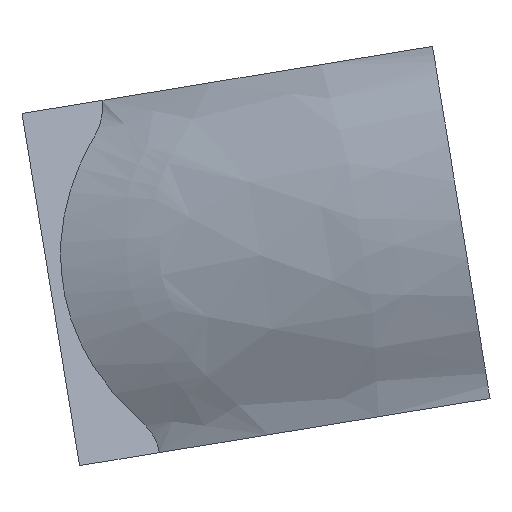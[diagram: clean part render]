
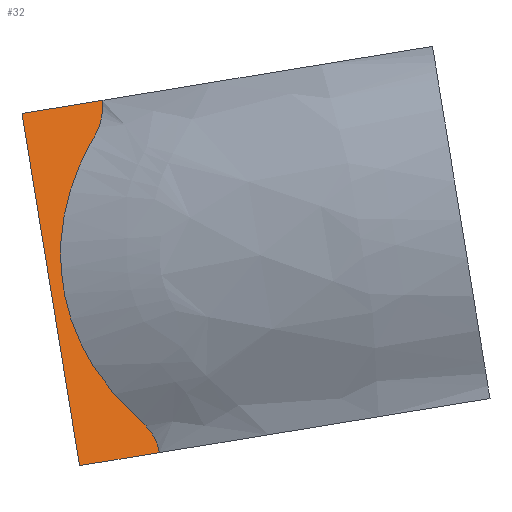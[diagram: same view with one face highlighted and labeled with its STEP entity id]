
A CAD part, top view. The second image highlights one B-rep face of the part: STEP entity #32.
In plain terms, the highlighted planar face has unit normal (-0.314, -0.051, -0.948).
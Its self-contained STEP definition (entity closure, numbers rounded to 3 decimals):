
#32 = ADVANCED_FACE('',(#33),#78,.T.);
#33 = FACE_BOUND('',#34,.T.);
#34 = EDGE_LOOP('',(#35,#120,#134,#148));
#35 = ORIENTED_EDGE('',*,*,#36,.F.);
#36 = EDGE_CURVE('',#37,#39,#41,.T.);
#37 = VERTEX_POINT('',#38);
#38 = CARTESIAN_POINT('',(7521992.003,6699602.148,
    3138.906));
#39 = VERTEX_POINT('',#40);
#40 = CARTESIAN_POINT('',(7510548.312,6769673.84,
    3138.906));
#41 = SURFACE_CURVE('',#42,(#77),.PCURVE_S1.);
#42 = B_SPLINE_CURVE_WITH_KNOTS('',3,(#43,#44,#45,#46,#47,#48,#49,#50,
    #51,#52,#53,#54,#55,#56,#57,#58,#59,#60,#61,#62,#63,#64,#65,#66,#67,
    #68,#69,#70,#71,#72,#73,#74,#75,#76),.UNSPECIFIED.,.F.,.F.,(4,2,2,2,
    2,2,2,2,2,2,2,2,2,2,2,2,4),(-78.285,-73.374,
    -70.917,-69.698,-68.478,-63.589,
    -58.698,-48.918,-39.142,-29.365,
    -19.594,-14.7,-9.807,-8.587,
    -7.367,-4.91,0.),.UNSPECIFIED.);
#43 = CARTESIAN_POINT('',(7521992.003,6699602.148,
    3138.906));
#44 = CARTESIAN_POINT('',(7521724.159,6701242.2,
    3138.906));
#45 = CARTESIAN_POINT('',(7521028.557,6702720.185,
    3289.338));
#46 = CARTESIAN_POINT('',(7519562.114,6704664.696,
    3669.829));
#47 = CARTESIAN_POINT('',(7519023.398,6705247.184,
    3816.738));
#48 = CARTESIAN_POINT('',(7518134.263,6706057.295,
    4067.389));
#49 = CARTESIAN_POINT('',(7517831.062,6706315.679,
    4153.829));
#50 = CARTESIAN_POINT('',(7517236.557,6706847.608,
    4321.95));
#51 = CARTESIAN_POINT('',(7516942.19,6707116.978,
    4404.87));
#52 = CARTESIAN_POINT('',(7515482.17,6708484.008,
    4814.468));
#53 = CARTESIAN_POINT('',(7514367.233,6709627.62,
    5121.863));
#54 = CARTESIAN_POINT('',(7512237.649,6712039.91,
    5696.674));
#55 = CARTESIAN_POINT('',(7511236.456,6713293.309,
    5960.461));
#56 = CARTESIAN_POINT('',(7508413.517,6717238.025,
    6682.017));
#57 = CARTESIAN_POINT('',(7506810.415,6720065.728,
    7059.997));
#58 = CARTESIAN_POINT('',(7504277.138,6726077.395,
    7573.826));
#59 = CARTESIAN_POINT('',(7503366.568,6729213.942,
    7705.746));
#60 = CARTESIAN_POINT('',(7502311.439,6735673.877,
    7705.789));
#61 = CARTESIAN_POINT('',(7502176.734,6738937.88,
    7573.861));
#62 = CARTESIAN_POINT('',(7502665.599,6745440.142,
    7060.268));
#63 = CARTESIAN_POINT('',(7503284.714,6748627.561,
    6682.829));
#64 = CARTESIAN_POINT('',(7504704.388,6753263.827,
    5961.893));
#65 = CARTESIAN_POINT('',(7505254.944,6754771.834,
    5697.993));
#66 = CARTESIAN_POINT('',(7506507.014,6757738.784,
    5122.853));
#67 = CARTESIAN_POINT('',(7507200.633,6759178.904,
    4815.246));
#68 = CARTESIAN_POINT('',(7508150.534,6760940.815,
    4405.356));
#69 = CARTESIAN_POINT('',(7508344.011,6761290.07,
    4322.39));
#70 = CARTESIAN_POINT('',(7508738.557,6761983.856,
    4154.197));
#71 = CARTESIAN_POINT('',(7508944.872,6762324.725,
    4067.432));
#72 = CARTESIAN_POINT('',(7509528.422,6763376.897,
    3817.261));
#73 = CARTESIAN_POINT('',(7509854.943,6764100.401,
    3669.99));
#74 = CARTESIAN_POINT('',(7510626.852,6766410.815,
    3289.382));
#75 = CARTESIAN_POINT('',(7510816.193,6768033.558,
    3138.906));
#76 = CARTESIAN_POINT('',(7510548.312,6769673.84,
    3138.906));
#77 = PCURVE('',#78,#83);
#78 = PLANE('',#79);
#79 = AXIS2_PLACEMENT_3D('',#80,#81,#82);
#80 = CARTESIAN_POINT('',(7506077.841,6697003.142,
    8550.002));
#81 = DIRECTION('',(-0.314,-0.051,-0.948)
  );
#82 = DIRECTION('',(-0.949,0.,0.314)
  );
#83 = DEFINITIONAL_REPRESENTATION('',(#84),#119);
#84 = B_SPLINE_CURVE_WITH_KNOTS('',3,(#85,#86,#87,#88,#89,#90,#91,#92,
    #93,#94,#95,#96,#97,#98,#99,#100,#101,#102,#103,#104,#105,#106,#107,
    #108,#109,#110,#111,#112,#113,#114,#115,#116,#117,#118),
  .UNSPECIFIED.,.F.,.F.,(4,2,2,2,2,2,2,2,2,2,2,2,2,2,2,2,4),(
    -78.285,-73.374,-70.917,-69.698,
    -68.478,-63.589,-58.698,-48.918,
    -39.142,-29.365,-19.594,-14.7,
    -9.807,-8.587,-7.367,-4.91,0.),
  .UNSPECIFIED.);
#85 = CARTESIAN_POINT('',(-16808.411,2602.429));
#86 = CARTESIAN_POINT('',(-16554.149,4244.642));
#87 = CARTESIAN_POINT('',(-15846.524,5724.574));
#88 = CARTESIAN_POINT('',(-14334.817,7671.646));
#89 = CARTESIAN_POINT('',(-13777.23,8254.902));
#90 = CARTESIAN_POINT('',(-12854.378,9066.079));
#91 = CARTESIAN_POINT('',(-12539.375,9324.804));
#92 = CARTESIAN_POINT('',(-11922.159,9857.433));
#93 = CARTESIAN_POINT('',(-11616.649,10127.158));
#94 = CARTESIAN_POINT('',(-10101.888,11495.989));
#95 = CARTESIAN_POINT('',(-8946.842,12641.108));
#96 = CARTESIAN_POINT('',(-6744.527,15056.575));
#97 = CARTESIAN_POINT('',(-5711.169,16311.625));
#98 = CARTESIAN_POINT('',(-2804.52,20261.537));
#99 = CARTESIAN_POINT('',(-1163.873,23092.965));
#100 = CARTESIAN_POINT('',(1402.494,29112.551));
#101 = CARTESIAN_POINT('',(2308.367,32253.23));
#102 = CARTESIAN_POINT('',(3310.008,38721.674));
#103 = CARTESIAN_POINT('',(3396.406,41989.976));
#104 = CARTESIAN_POINT('',(2770.86,48500.804));
#105 = CARTESIAN_POINT('',(2064.474,51692.422));
#106 = CARTESIAN_POINT('',(490.131,56334.795));
#107 = CARTESIAN_POINT('',(-115.476,57844.788));
#108 = CARTESIAN_POINT('',(-1484.877,60815.646));
#109 = CARTESIAN_POINT('',(-2240.034,62257.664));
#110 = CARTESIAN_POINT('',(-3270.635,64021.896));
#111 = CARTESIAN_POINT('',(-3480.384,64371.611));
#112 = CARTESIAN_POINT('',(-3907.804,65066.31));
#113 = CARTESIAN_POINT('',(-4130.935,65407.628));
#114 = CARTESIAN_POINT('',(-4763.547,66461.186));
#115 = CARTESIAN_POINT('',(-5119.812,67185.644));
#116 = CARTESIAN_POINT('',(-5972.24,69499.1));
#117 = CARTESIAN_POINT('',(-6199.289,71123.981));
#118 = CARTESIAN_POINT('',(-5944.991,72766.424));
#119 = ( GEOMETRIC_REPRESENTATION_CONTEXT(2) 
PARAMETRIC_REPRESENTATION_CONTEXT() REPRESENTATION_CONTEXT('2D SPACE',''
  ) );
#120 = ORIENTED_EDGE('',*,*,#121,.F.);
#121 = EDGE_CURVE('',#122,#37,#124,.T.);
#122 = VERTEX_POINT('',#123);
#123 = CARTESIAN_POINT('',(7506077.841,6697003.142,
    8550.002));
#124 = SURFACE_CURVE('',#125,(#128),.PCURVE_S1.);
#125 = B_SPLINE_CURVE_WITH_KNOTS('',1,(#126,#127),.UNSPECIFIED.,.F.,.F.,
  (2,2),(71.,88.009),.PIECEWISE_BEZIER_KNOTS.);
#126 = CARTESIAN_POINT('',(7506077.841,6697003.142,
    8550.002));
#127 = CARTESIAN_POINT('',(7521992.003,6699602.148,
    3138.906));
#128 = PCURVE('',#78,#129);
#129 = DEFINITIONAL_REPRESENTATION('',(#130),#133);
#130 = B_SPLINE_CURVE_WITH_KNOTS('',1,(#131,#132),.UNSPECIFIED.,.F.,.F.,
  (2,2),(71.,88.009),.PIECEWISE_BEZIER_KNOTS.);
#131 = CARTESIAN_POINT('',(0.,0.));
#132 = CARTESIAN_POINT('',(-16808.411,2602.429));
#133 = ( GEOMETRIC_REPRESENTATION_CONTEXT(2) 
PARAMETRIC_REPRESENTATION_CONTEXT() REPRESENTATION_CONTEXT('2D SPACE',''
  ) );
#134 = ORIENTED_EDGE('',*,*,#135,.F.);
#135 = EDGE_CURVE('',#136,#122,#138,.T.);
#136 = VERTEX_POINT('',#137);
#137 = CARTESIAN_POINT('',(7494634.151,6767074.834,
    8550.002));
#138 = SURFACE_CURVE('',#139,(#142),.PCURVE_S1.);
#139 = B_SPLINE_CURVE_WITH_KNOTS('',1,(#140,#141),.UNSPECIFIED.,.F.,.F.,
  (2,2),(313.374,384.374),.PIECEWISE_BEZIER_KNOTS.);
#140 = CARTESIAN_POINT('',(7494634.151,6767074.834,
    8550.002));
#141 = CARTESIAN_POINT('',(7506077.841,6697003.142,
    8550.002));
#142 = PCURVE('',#78,#143);
#143 = DEFINITIONAL_REPRESENTATION('',(#144),#147);
#144 = B_SPLINE_CURVE_WITH_KNOTS('',1,(#145,#146),.UNSPECIFIED.,.F.,.F.,
  (2,2),(313.374,384.374),.PIECEWISE_BEZIER_KNOTS.);
#145 = CARTESIAN_POINT('',(10863.421,70163.994));
#146 = CARTESIAN_POINT('',(0.,0.));
#147 = ( GEOMETRIC_REPRESENTATION_CONTEXT(2) 
PARAMETRIC_REPRESENTATION_CONTEXT() REPRESENTATION_CONTEXT('2D SPACE',''
  ) );
#148 = ORIENTED_EDGE('',*,*,#149,.F.);
#149 = EDGE_CURVE('',#39,#136,#150,.T.);
#150 = SURFACE_CURVE('',#151,(#154),.PCURVE_S1.);
#151 = B_SPLINE_CURVE_WITH_KNOTS('',1,(#152,#153),.UNSPECIFIED.,.F.,.F.,
  (2,2),(296.365,313.374),.PIECEWISE_BEZIER_KNOTS.);
#152 = CARTESIAN_POINT('',(7510548.312,6769673.84,
    3138.906));
#153 = CARTESIAN_POINT('',(7494634.151,6767074.834,
    8550.002));
#154 = PCURVE('',#78,#155);
#155 = DEFINITIONAL_REPRESENTATION('',(#156),#159);
#156 = B_SPLINE_CURVE_WITH_KNOTS('',1,(#157,#158),.UNSPECIFIED.,.F.,.F.,
  (2,2),(296.365,313.374),.PIECEWISE_BEZIER_KNOTS.);
#157 = CARTESIAN_POINT('',(-5944.991,72766.424));
#158 = CARTESIAN_POINT('',(10863.421,70163.994));
#159 = ( GEOMETRIC_REPRESENTATION_CONTEXT(2) 
PARAMETRIC_REPRESENTATION_CONTEXT() REPRESENTATION_CONTEXT('2D SPACE',''
  ) );
